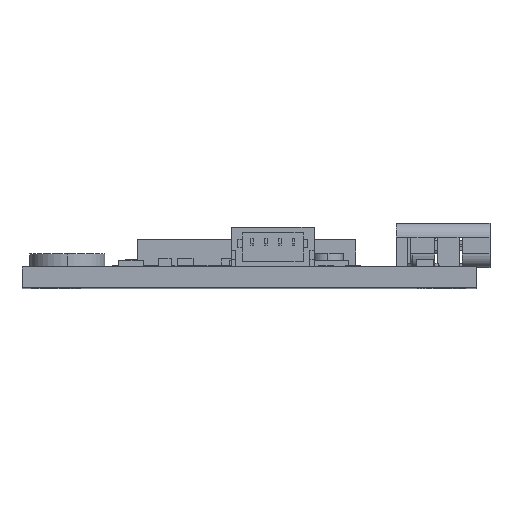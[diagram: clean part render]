
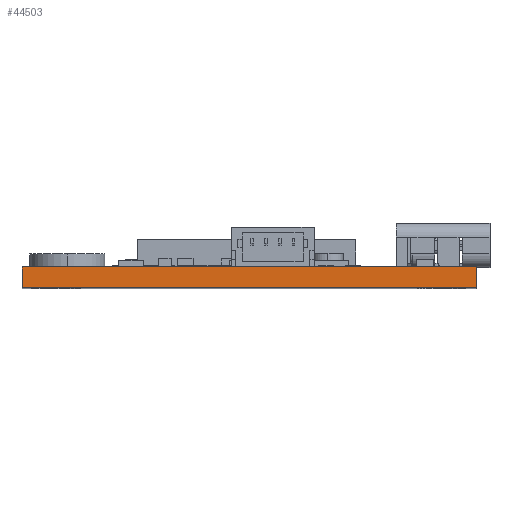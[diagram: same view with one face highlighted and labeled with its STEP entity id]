
A CAD part, top view. The second image highlights one B-rep face of the part: STEP entity #44503.
In plain terms, the highlighted planar face has unit normal (0, 0, 1).
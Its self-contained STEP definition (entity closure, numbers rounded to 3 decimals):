
#862 = ORIENTED_EDGE ( 'NONE', *, *, #8537, .F. ) ;
#1099 = VERTEX_POINT ( 'NONE', #5879 ) ;
#1144 = VECTOR ( 'NONE', #23727, 1000. ) ;
#1504 = AXIS2_PLACEMENT_3D ( 'NONE', #43036, #1687, #11851 ) ;
#1687 = DIRECTION ( 'NONE',  ( 0., 0., 1. ) ) ;
#5879 = CARTESIAN_POINT ( 'NONE',  ( 14.27, 0., 20.23 ) ) ;
#6561 = CARTESIAN_POINT ( 'NONE',  ( 14.27, -1.5, 20.23 ) ) ;
#6667 = EDGE_CURVE ( 'NONE', #14468, #42279, #25406, .T. ) ;
#8537 = EDGE_CURVE ( 'NONE', #14468, #30206, #9707, .T. ) ;
#9676 = ORIENTED_EDGE ( 'NONE', *, *, #43984, .F. ) ;
#9707 = LINE ( 'NONE', #17181, #1144 ) ;
#10289 = DIRECTION ( 'NONE',  ( 0., 1., 0. ) ) ;
#10802 = CARTESIAN_POINT ( 'NONE',  ( -18.75, 0., 20.23 ) ) ;
#11263 = LINE ( 'NONE', #10802, #33218 ) ;
#11377 = CARTESIAN_POINT ( 'NONE',  ( -18.75, -1.5, 20.23 ) ) ;
#11851 = DIRECTION ( 'NONE',  ( 1., 0., 0. ) ) ;
#13441 = CARTESIAN_POINT ( 'NONE',  ( 14.27, -1.5, 20.23 ) ) ;
#14468 = VERTEX_POINT ( 'NONE', #28542 ) ;
#15478 = PLANE ( 'NONE',  #1504 ) ;
#17181 = CARTESIAN_POINT ( 'NONE',  ( -18.75, -1.5, 20.23 ) ) ;
#23727 = DIRECTION ( 'NONE',  ( 0., 1., 0. ) ) ;
#25057 = DIRECTION ( 'NONE',  ( 1., 0., 0. ) ) ;
#25406 = LINE ( 'NONE', #11377, #25752 ) ;
#25752 = VECTOR ( 'NONE', #38953, 1000. ) ;
#28542 = CARTESIAN_POINT ( 'NONE',  ( -18.75, -1.5, 20.23 ) ) ;
#29492 = ORIENTED_EDGE ( 'NONE', *, *, #43090, .T. ) ;
#30206 = VERTEX_POINT ( 'NONE', #32606 ) ;
#31146 = ORIENTED_EDGE ( 'NONE', *, *, #6667, .T. ) ;
#31293 = EDGE_LOOP ( 'NONE', ( #9676, #862, #31146, #29492 ) ) ;
#32606 = CARTESIAN_POINT ( 'NONE',  ( -18.75, 0., 20.23 ) ) ;
#33218 = VECTOR ( 'NONE', #25057, 1000. ) ;
#38953 = DIRECTION ( 'NONE',  ( 1., 0., 0. ) ) ;
#42279 = VERTEX_POINT ( 'NONE', #6561 ) ;
#43036 = CARTESIAN_POINT ( 'NONE',  ( -18.75, -1.5, 20.23 ) ) ;
#43090 = EDGE_CURVE ( 'NONE', #42279, #1099, #44416, .T. ) ;
#43359 = VECTOR ( 'NONE', #10289, 1000. ) ;
#43479 = FACE_OUTER_BOUND ( 'NONE', #31293, .T. ) ;
#43984 = EDGE_CURVE ( 'NONE', #30206, #1099, #11263, .T. ) ;
#44416 = LINE ( 'NONE', #13441, #43359 ) ;
#44503 = ADVANCED_FACE ( 'NONE', ( #43479 ), #15478, .T. ) ;
